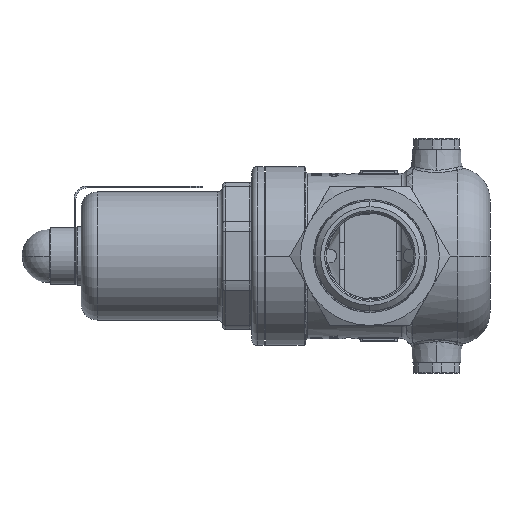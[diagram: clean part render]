
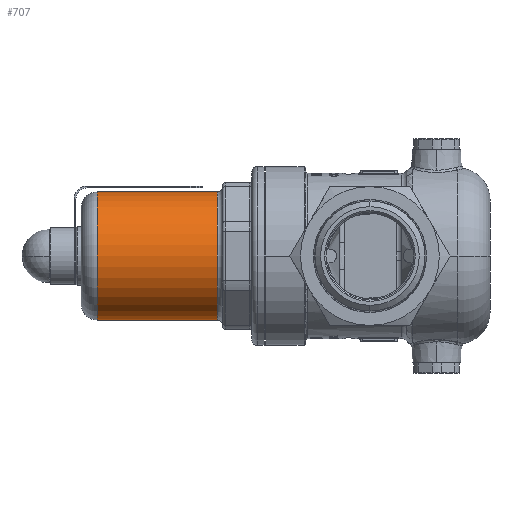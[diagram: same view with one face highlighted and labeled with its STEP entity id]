
A CAD part, left-side view. The second image highlights one B-rep face of the part: STEP entity #707.
In plain terms, the highlighted cylindrical face has radius 24 mm (diameter 48 mm), a partial arc.
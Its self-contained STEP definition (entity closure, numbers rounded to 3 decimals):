
#707 = ADVANCED_FACE ( 'NONE', ( #26358 ), #26357, .T. ) ;
#5124 = CIRCLE ( 'NONE', #5129, 24. ) ;
#5129 = AXIS2_PLACEMENT_3D ( 'NONE', #13737, #13738, #13740 ) ;
#9177 = AXIS2_PLACEMENT_3D ( 'NONE', #26328, #26383, #26384 ) ;
#13737 = CARTESIAN_POINT ( 'NONE',  ( 0., 57.2, 0. ) ) ;
#13738 = DIRECTION ( 'NONE',  ( 0., 1., 0. ) ) ;
#13740 = DIRECTION ( 'NONE',  ( 0., 0., 1. ) ) ;
#14381 = EDGE_CURVE ( 'NONE', #54751, #54807, #5124, .T. ) ;
#14564 = EDGE_CURVE ( 'NONE', #58478, #54953, #18817, .T. ) ;
#14602 = EDGE_CURVE ( 'NONE', #54751, #58478, #20032, .T. ) ;
#14611 = EDGE_CURVE ( 'NONE', #54807, #54953, #20059, .T. ) ;
#18176 = CARTESIAN_POINT ( 'NONE',  ( 0., 57.2, -24. ) ) ;
#18299 = CARTESIAN_POINT ( 'NONE',  ( 0., 57.2, 24. ) ) ;
#18633 = CARTESIAN_POINT ( 'NONE',  ( 0., 102.2, 24. ) ) ;
#18817 = CIRCLE ( 'NONE', #18820, 24. ) ;
#18820 = AXIS2_PLACEMENT_3D ( 'NONE', #19896, #19897, #19898 ) ;
#18884 = VECTOR ( 'NONE', #20035, 1000. ) ;
#18902 = VECTOR ( 'NONE', #20061, 1000. ) ;
#19896 = CARTESIAN_POINT ( 'NONE',  ( 0., 102.2, 0. ) ) ;
#19897 = DIRECTION ( 'NONE',  ( 0., 1., 0. ) ) ;
#19898 = DIRECTION ( 'NONE',  ( 0., 0., 1. ) ) ;
#20032 = LINE ( 'NONE', #20034, #18884 ) ;
#20034 = CARTESIAN_POINT ( 'NONE',  ( 0., 143.157, -24. ) ) ;
#20035 = DIRECTION ( 'NONE',  ( 0., 1., 0. ) ) ;
#20059 = LINE ( 'NONE', #20060, #18902 ) ;
#20060 = CARTESIAN_POINT ( 'NONE',  ( 0., 143.157, 24. ) ) ;
#20061 = DIRECTION ( 'NONE',  ( 0., 1., 0. ) ) ;
#26328 = CARTESIAN_POINT ( 'NONE',  ( 0., 143.157, 0. ) ) ;
#26357 = CYLINDRICAL_SURFACE ( 'NONE', #9177, 24. ) ;
#26358 = FACE_OUTER_BOUND ( 'NONE', #45891, .T. ) ;
#26383 = DIRECTION ( 'NONE',  ( 0., 1., 0. ) ) ;
#26384 = DIRECTION ( 'NONE',  ( 0., 0., 1. ) ) ;
#35777 = ORIENTED_EDGE ( 'NONE', *, *, #14564, .F. ) ;
#35778 = ORIENTED_EDGE ( 'NONE', *, *, #14611, .T. ) ;
#35779 = ORIENTED_EDGE ( 'NONE', *, *, #14381, .T. ) ;
#35780 = ORIENTED_EDGE ( 'NONE', *, *, #14602, .F. ) ;
#45891 = EDGE_LOOP ( 'NONE', ( #35780, #35779, #35778, #35777 ) ) ;
#51091 = CARTESIAN_POINT ( 'NONE',  ( 0., 102.2, -24. ) ) ;
#54751 = VERTEX_POINT ( 'NONE', #18176 ) ;
#54807 = VERTEX_POINT ( 'NONE', #18299 ) ;
#54953 = VERTEX_POINT ( 'NONE', #18633 ) ;
#58478 = VERTEX_POINT ( 'NONE', #51091 ) ;
